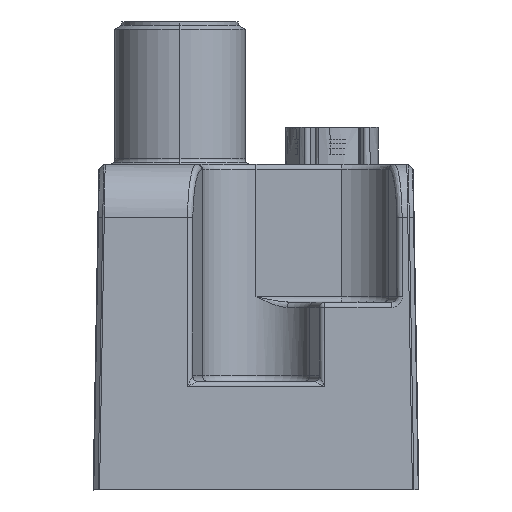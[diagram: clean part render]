
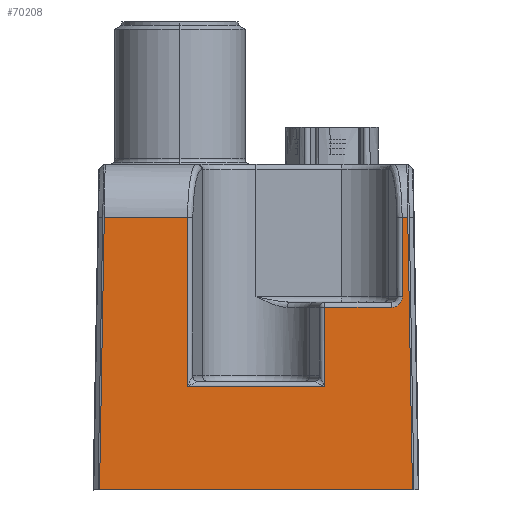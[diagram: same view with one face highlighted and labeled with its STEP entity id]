
A CAD part, left-side view. The second image highlights one B-rep face of the part: STEP entity #70208.
In plain terms, the highlighted planar face has unit normal (-1, 0, 0.018).
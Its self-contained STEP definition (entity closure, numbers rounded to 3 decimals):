
#2209=DIRECTION('',(0.,1.,0.));
#2210=VECTOR('',#2209,28.819);
#2211=CARTESIAN_POINT('',(-214.473,-14.41,0.));
#2212=LINE('',#2211,#2210);
#3611=CARTESIAN_POINT('',(-214.473,-14.41,0.));
#3621=CARTESIAN_POINT('',(-214.162,-13.47,
17.809));
#3622=CARTESIAN_POINT('',(-214.163,-13.47,
17.743));
#3623=CARTESIAN_POINT('',(-214.166,-13.457,
17.612));
#3624=CARTESIAN_POINT('',(-214.169,-13.4,
17.424));
#3625=CARTESIAN_POINT('',(-214.172,-13.306,
17.25));
#3626=CARTESIAN_POINT('',(-214.175,-13.18,
17.097));
#3627=CARTESIAN_POINT('',(-214.177,-13.026,
16.972));
#3628=CARTESIAN_POINT('',(-214.178,-12.85,
16.879));
#3629=CARTESIAN_POINT('',(-214.179,-12.659,
16.822));
#3630=CARTESIAN_POINT('',(-214.18,-12.526,
16.809));
#3631=CARTESIAN_POINT('',(-214.18,-12.46,
16.809));
#3636=DIRECTION('',(0.017,0.017,1.));
#3637=VECTOR('',#3636,25.095);
#3638=CARTESIAN_POINT('',(-214.473,-14.41,0.));
#3639=LINE('',#3638,#3637);
#3643=DIRECTION('',(-0.017,0.017,-1.));
#3644=VECTOR('',#3643,25.095);
#3645=CARTESIAN_POINT('',(-214.035,13.972,25.087));
#3646=LINE('',#3645,#3644);
#3650=DIRECTION('',(0.017,-0.003,1.));
#3651=VECTOR('',#3650,15.581);
#3652=CARTESIAN_POINT('',(-214.307,6.35,9.509));
#3653=LINE('',#3652,#3651);
#3680=CARTESIAN_POINT('',(-214.307,-6.35,
9.509));
#3700=DIRECTION('',(0.,-1.,0.));
#3701=VECTOR('',#3700,12.699);
#3702=CARTESIAN_POINT('',(-214.307,6.35,9.509));
#3703=LINE('',#3702,#3701);
#3813=DIRECTION('',(0.017,0.003,1.));
#3814=VECTOR('',#3813,7.301);
#3815=CARTESIAN_POINT('',(-214.307,-6.35,
9.509));
#3816=LINE('',#3815,#3814);
#4091=DIRECTION('',(0.017,0.003,1.));
#4092=VECTOR('',#4091,7.28);
#4093=CARTESIAN_POINT('',(-214.162,-13.47,
17.809));
#4094=LINE('',#4093,#4092);
#4121=DIRECTION('',(0.,-1.,0.));
#4122=VECTOR('',#4121,6.133);
#4123=CARTESIAN_POINT('',(-214.18,-6.327,
16.809));
#4124=LINE('',#4123,#4122);
#4527=DIRECTION('',(0.,-1.,0.));
#4528=VECTOR('',#4527,0.522);
#4529=CARTESIAN_POINT('',(-214.035,-13.45,
25.087));
#4530=LINE('',#4529,#4528);
#4552=CARTESIAN_POINT('',(-214.035,-13.45,
25.087));
#4557=DIRECTION('',(0.,-1.,0.));
#4558=VECTOR('',#4557,7.67);
#4559=CARTESIAN_POINT('',(-214.035,13.972,25.087));
#4560=LINE('',#4559,#4558);
#4610=CARTESIAN_POINT('',(-214.035,6.302,25.087));
#60242=CARTESIAN_POINT('',(-214.18,-6.327,
16.809));
#60243=VERTEX_POINT('',#60242);
#60472=VERTEX_POINT('',#3621);
#60473=VERTEX_POINT('',#3631);
#61595=VERTEX_POINT('',#4610);
#62307=VERTEX_POINT('',#3611);
#62308=CARTESIAN_POINT('',(-214.473,14.41,
0.));
#62309=VERTEX_POINT('',#62308);
#62458=VERTEX_POINT('',#4552);
#62459=CARTESIAN_POINT('',(-214.035,-13.972,
25.087));
#62460=VERTEX_POINT('',#62459);
#62579=VERTEX_POINT('',#3680);
#62870=CARTESIAN_POINT('',(-214.035,13.972,
25.087));
#62871=VERTEX_POINT('',#62870);
#63656=CARTESIAN_POINT('',(-214.307,6.35,
9.509));
#63657=VERTEX_POINT('',#63656);
#70181=CARTESIAN_POINT('',(-213.949,15.,30.));
#70182=DIRECTION('',(1.,0.,-0.017));
#70183=DIRECTION('',(0.017,0.,1.));
#70184=AXIS2_PLACEMENT_3D('',#70181,#70182,#70183);
#70185=PLANE('',#70184);
#70187=ORIENTED_EDGE('',*,*,#70186,.T.);
#70189=ORIENTED_EDGE('',*,*,#70188,.T.);
#70191=ORIENTED_EDGE('',*,*,#70190,.T.);
#70193=ORIENTED_EDGE('',*,*,#70192,.F.);
#70195=ORIENTED_EDGE('',*,*,#70194,.T.);
#70197=ORIENTED_EDGE('',*,*,#70196,.T.);
#70198=ORIENTED_EDGE('',*,*,#70174,.F.);
#70199=ORIENTED_EDGE('',*,*,#68855,.T.);
#70201=ORIENTED_EDGE('',*,*,#70200,.F.);
#70203=ORIENTED_EDGE('',*,*,#70202,.T.);
#70205=ORIENTED_EDGE('',*,*,#70204,.F.);
#70206=EDGE_LOOP('',(#70187,#70189,#70191,#70193,#70195,#70197,#70198,#70199,
#70201,#70203,#70205));
#70207=FACE_OUTER_BOUND('',#70206,.F.);
#70208=ADVANCED_FACE('',(#70207),#70185,.F.);
#3632=B_SPLINE_CURVE_WITH_KNOTS('',3,(#3621,#3622,#3623,#3624,#3625,#3626,#3627,
#3628,#3629,#3630,#3631),.UNSPECIFIED.,.F.,.F.,(4,1,1,1,1,1,1,1,4),(0.,
0.125,0.25,0.375,0.5,0.625,0.75,0.875,1.),.UNSPECIFIED.);
#68855=EDGE_CURVE('',#62307,#62309,#2212,.T.);
#70174=EDGE_CURVE('',#62307,#62460,#3639,.T.);
#70186=EDGE_CURVE('',#63657,#62579,#3703,.T.);
#70188=EDGE_CURVE('',#62579,#60243,#3816,.T.);
#70190=EDGE_CURVE('',#60243,#60473,#4124,.T.);
#70192=EDGE_CURVE('',#60472,#60473,#3632,.T.);
#70194=EDGE_CURVE('',#60472,#62458,#4094,.T.);
#70196=EDGE_CURVE('',#62458,#62460,#4530,.T.);
#70200=EDGE_CURVE('',#62871,#62309,#3646,.T.);
#70202=EDGE_CURVE('',#62871,#61595,#4560,.T.);
#70204=EDGE_CURVE('',#63657,#61595,#3653,.T.);
